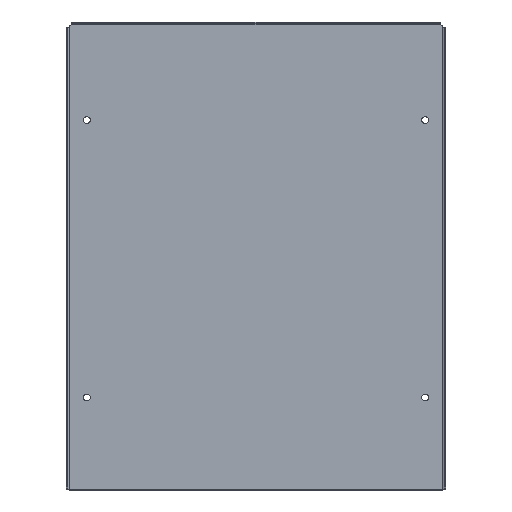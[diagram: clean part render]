
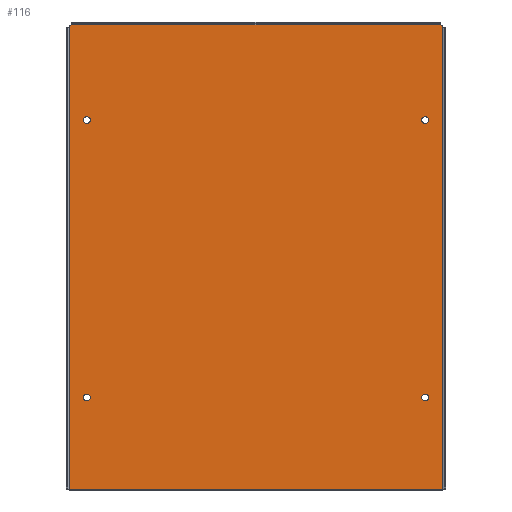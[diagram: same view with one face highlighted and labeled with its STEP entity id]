
A CAD part, top view. The second image highlights one B-rep face of the part: STEP entity #116.
In plain terms, the highlighted planar face has unit normal (0, 0, 1).
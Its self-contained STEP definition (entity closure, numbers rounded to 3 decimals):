
#116 = ADVANCED_FACE( '', ( #246, #247, #248, #249, #250 ), #251, .T. );
#246 = FACE_BOUND( '', #383, .T. );
#247 = FACE_BOUND( '', #384, .T. );
#248 = FACE_BOUND( '', #385, .T. );
#249 = FACE_BOUND( '', #386, .T. );
#250 = FACE_OUTER_BOUND( '', #387, .T. );
#251 = PLANE( '', #388 );
#383 = EDGE_LOOP( '', ( #649 ) );
#384 = EDGE_LOOP( '', ( #650 ) );
#385 = EDGE_LOOP( '', ( #651 ) );
#386 = EDGE_LOOP( '', ( #652 ) );
#387 = EDGE_LOOP( '', ( #653, #654, #655, #656, #657, #658 ) );
#388 = AXIS2_PLACEMENT_3D( '', #659, #660, #661 );
#649 = ORIENTED_EDGE( '', *, *, #830, .F. );
#650 = ORIENTED_EDGE( '', *, *, #808, .F. );
#651 = ORIENTED_EDGE( '', *, *, #815, .F. );
#652 = ORIENTED_EDGE( '', *, *, #845, .F. );
#653 = ORIENTED_EDGE( '', *, *, #802, .T. );
#654 = ORIENTED_EDGE( '', *, *, #853, .T. );
#655 = ORIENTED_EDGE( '', *, *, #854, .T. );
#656 = ORIENTED_EDGE( '', *, *, #855, .T. );
#657 = ORIENTED_EDGE( '', *, *, #822, .T. );
#658 = ORIENTED_EDGE( '', *, *, #832, .T. );
#659 = CARTESIAN_POINT( '', ( 0., 0., 1.5 ) );
#660 = DIRECTION( '', ( 0., 0., 1. ) );
#661 = DIRECTION( '', ( 1., 0., 0. ) );
#802 = EDGE_CURVE( '', #963, #965, #967, .T. );
#808 = EDGE_CURVE( '', #975, #975, #976, .T. );
#815 = EDGE_CURVE( '', #984, #984, #985, .T. );
#822 = EDGE_CURVE( '', #886, #995, #996, .T. );
#830 = EDGE_CURVE( '', #1006, #1006, #1007, .T. );
#832 = EDGE_CURVE( '', #995, #963, #1009, .T. );
#845 = EDGE_CURVE( '', #1025, #1025, #1026, .T. );
#853 = EDGE_CURVE( '', #965, #1034, #1035, .T. );
#854 = EDGE_CURVE( '', #1034, #1036, #1037, .T. );
#855 = EDGE_CURVE( '', #1036, #886, #1038, .T. );
#886 = VERTEX_POINT( '', #1074 );
#963 = VERTEX_POINT( '', #1172 );
#965 = VERTEX_POINT( '', #1175 );
#967 = CIRCLE( '', #1178, 3. );
#975 = VERTEX_POINT( '', #1187 );
#976 = CIRCLE( '', #1188, 3.75 );
#984 = VERTEX_POINT( '', #1197 );
#985 = CIRCLE( '', #1198, 3.75 );
#995 = VERTEX_POINT( '', #1211 );
#996 = CIRCLE( '', #1212, 3. );
#1006 = VERTEX_POINT( '', #1225 );
#1007 = CIRCLE( '', #1226, 3.75 );
#1009 = LINE( '', #1228, #1229 );
#1025 = VERTEX_POINT( '', #1249 );
#1026 = CIRCLE( '', #1250, 3.75 );
#1034 = VERTEX_POINT( '', #1259 );
#1035 = LINE( '', #1260, #1261 );
#1036 = VERTEX_POINT( '', #1262 );
#1037 = LINE( '', #1263, #1264 );
#1038 = LINE( '', #1265, #1266 );
#1074 = CARTESIAN_POINT( '', ( 202., -4.5, 1.5 ) );
#1172 = CARTESIAN_POINT( '', ( -199., -1.5, 1.5 ) );
#1175 = CARTESIAN_POINT( '', ( -202., -4.5, 1.5 ) );
#1178 = AXIS2_PLACEMENT_3D( '', #1375, #1376, #1377 );
#1187 = CARTESIAN_POINT( '', ( -179.25, -404.5, 1.5 ) );
#1188 = AXIS2_PLACEMENT_3D( '', #1385, #1386, #1387 );
#1197 = CARTESIAN_POINT( '', ( -179.25, -104.5, 1.5 ) );
#1198 = AXIS2_PLACEMENT_3D( '', #1398, #1399, #1400 );
#1211 = CARTESIAN_POINT( '', ( 199., -1.5, 1.5 ) );
#1212 = AXIS2_PLACEMENT_3D( '', #1407, #1408, #1409 );
#1225 = CARTESIAN_POINT( '', ( 186.75, -404.5, 1.5 ) );
#1226 = AXIS2_PLACEMENT_3D( '', #1419, #1420, #1421 );
#1228 = CARTESIAN_POINT( '', ( 0., -1.5, 1.5 ) );
#1229 = VECTOR( '', #1422, 1000. );
#1249 = CARTESIAN_POINT( '', ( 186.75, -104.5, 1.5 ) );
#1250 = AXIS2_PLACEMENT_3D( '', #1436, #1437, #1438 );
#1259 = CARTESIAN_POINT( '', ( -202., -504.5, 1.5 ) );
#1260 = CARTESIAN_POINT( '', ( -202., -254.5, 1.5 ) );
#1261 = VECTOR( '', #1443, 1000. );
#1262 = CARTESIAN_POINT( '', ( 202., -504.5, 1.5 ) );
#1263 = CARTESIAN_POINT( '', ( 0., -504.5, 1.5 ) );
#1264 = VECTOR( '', #1444, 1000. );
#1265 = CARTESIAN_POINT( '', ( 202., -254.5, 1.5 ) );
#1266 = VECTOR( '', #1445, 1000. );
#1375 = CARTESIAN_POINT( '', ( -199., -4.5, 1.5 ) );
#1376 = DIRECTION( '', ( 0., 0., 1. ) );
#1377 = DIRECTION( '', ( 1., 0., 0. ) );
#1385 = CARTESIAN_POINT( '', ( -183., -404.5, 1.5 ) );
#1386 = DIRECTION( '', ( 0., 0., 1. ) );
#1387 = DIRECTION( '', ( 1., 0., 0. ) );
#1398 = CARTESIAN_POINT( '', ( -183., -104.5, 1.5 ) );
#1399 = DIRECTION( '', ( 0., 0., 1. ) );
#1400 = DIRECTION( '', ( 1., 0., 0. ) );
#1407 = CARTESIAN_POINT( '', ( 199., -4.5, 1.5 ) );
#1408 = DIRECTION( '', ( 0., 0., 1. ) );
#1409 = DIRECTION( '', ( 1., 0., 0. ) );
#1419 = CARTESIAN_POINT( '', ( 183., -404.5, 1.5 ) );
#1420 = DIRECTION( '', ( 0., 0., 1. ) );
#1421 = DIRECTION( '', ( 1., 0., 0. ) );
#1422 = DIRECTION( '', ( -1., 0., 0. ) );
#1436 = CARTESIAN_POINT( '', ( 183., -104.5, 1.5 ) );
#1437 = DIRECTION( '', ( 0., 0., 1. ) );
#1438 = DIRECTION( '', ( 1., 0., 0. ) );
#1443 = DIRECTION( '', ( 0., -1., 0. ) );
#1444 = DIRECTION( '', ( 1., 0., 0. ) );
#1445 = DIRECTION( '', ( 0., 1., 0. ) );
